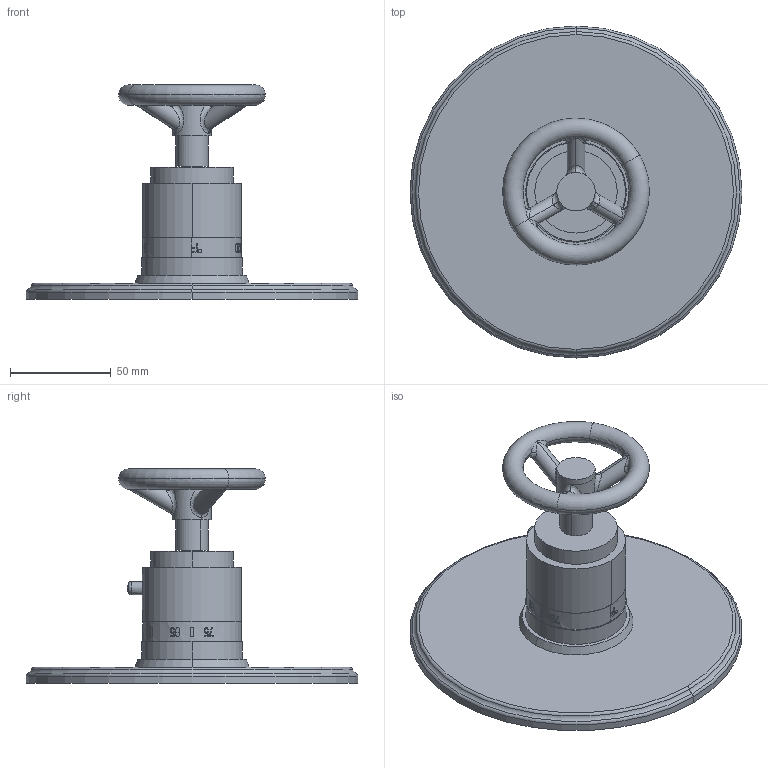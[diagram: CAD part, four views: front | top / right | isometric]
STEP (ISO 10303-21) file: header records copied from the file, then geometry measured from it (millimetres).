
FILE_DESCRIPTION((''),'2;1');
FILE_NAME('3-2924TR','2020-12-04T13:25:26',('jinson.thomas'),(''),'CREO PARAMETRIC BY PTC INC, 2018400','CREO PARAMETRIC BY PTC INC, 2018400','');
FILE_SCHEMA(('CONFIG_CONTROL_DESIGN'));
Length unit declared in the file: inch
Products named in the file (1): 3-2924TR
Bounding box: 165.1 x 165.1 x 106.69 mm (x, y, z)
Volume: 302936.8 mm3; surface area: 64586.5 mm2
Topology: 1 solids, 1 shells, 410 faces, 1131 edges, 742 vertices
Faces by surface type: plane 331, cylinder 45, bspline 18, torus 12, cone 2, sphere 2
Entity records: 15961 total; most frequent: CARTESIAN_POINT 6275, ORIENTED_EDGE 2258, DIRECTION 1647, EDGE_CURVE 1129, VERTEX_POINT 742, AXIS2_PLACEMENT_3D 590, VECTOR 467, LINE 467
